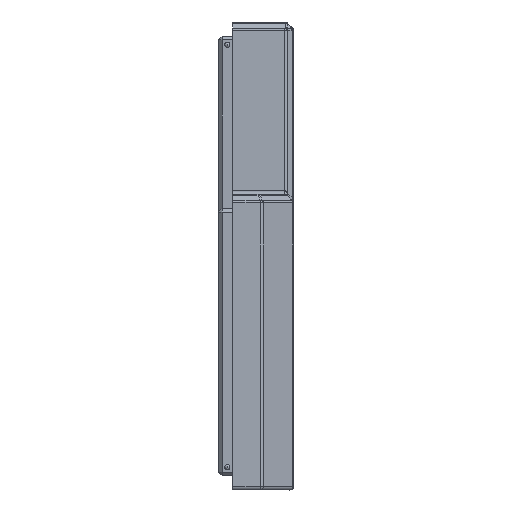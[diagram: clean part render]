
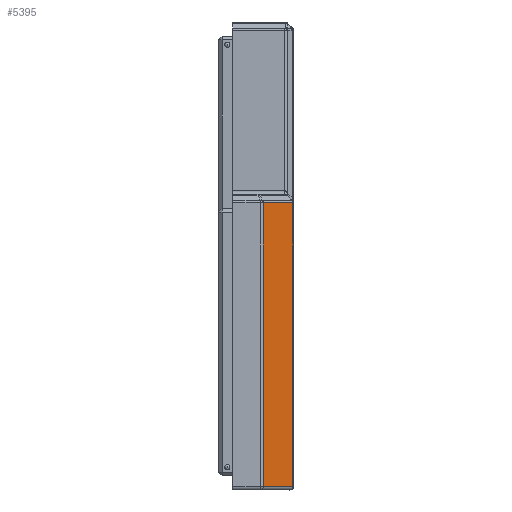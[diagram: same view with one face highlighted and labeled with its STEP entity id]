
A CAD part, left-side view. The second image highlights one B-rep face of the part: STEP entity #5395.
In plain terms, the highlighted planar face has unit normal (-0.615, -0.788, 0).
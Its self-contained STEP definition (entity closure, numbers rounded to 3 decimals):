
#548=LINE('',#9016,#1095);
#550=LINE('',#9019,#1097);
#560=LINE('',#9034,#1107);
#562=LINE('',#9037,#1109);
#1095=VECTOR('',#7113,10.);
#1097=VECTOR('',#7117,10.);
#1107=VECTOR('',#7137,10.);
#1109=VECTOR('',#7141,10.);
#1397=PLANE('',#5959);
#1733=FACE_OUTER_BOUND('',#2082,.T.);
#2082=EDGE_LOOP('',(#4707,#4708,#4709,#4710));
#2650=VERTEX_POINT('',#8645);
#2661=VERTEX_POINT('',#8714);
#2663=VERTEX_POINT('',#8723);
#2681=VERTEX_POINT('',#8794);
#3354=EDGE_CURVE('',#2663,#2681,#548,.T.);
#3356=EDGE_CURVE('',#2681,#2661,#550,.T.);
#3366=EDGE_CURVE('',#2650,#2663,#560,.T.);
#3368=EDGE_CURVE('',#2661,#2650,#562,.T.);
#4707=ORIENTED_EDGE('',*,*,#3354,.F.);
#4708=ORIENTED_EDGE('',*,*,#3366,.F.);
#4709=ORIENTED_EDGE('',*,*,#3368,.F.);
#4710=ORIENTED_EDGE('',*,*,#3356,.F.);
#5395=ADVANCED_FACE('',(#1733),#1397,.F.);
#5959=AXIS2_PLACEMENT_3D('',#9283,#7392,#7393);
#7113=DIRECTION('',(0.788,-0.615,0.));
#7117=DIRECTION('',(0.,0.,-1.));
#7137=DIRECTION('',(0.,0.,1.));
#7141=DIRECTION('',(-0.788,0.615,0.));
#7392=DIRECTION('center_axis',(0.615,0.788,0.));
#7393=DIRECTION('ref_axis',(-0.788,0.615,0.));
#8645=CARTESIAN_POINT('',(-6.558,4.3,-166.));
#8714=CARTESIAN_POINT('',(-1.186,0.106,-166.));
#8723=CARTESIAN_POINT('',(-6.558,4.3,-125.707));
#8794=CARTESIAN_POINT('',(-1.186,0.106,-125.707));
#9016=CARTESIAN_POINT('',(-1.935,0.691,-125.707));
#9019=CARTESIAN_POINT('',(-1.186,0.106,-144.875));
#9034=CARTESIAN_POINT('',(-6.558,4.3,-156.5));
#9037=CARTESIAN_POINT('',(-1.19,0.109,-166.));
#9283=CARTESIAN_POINT('Origin',(-1.05,0.,
-166.5));
